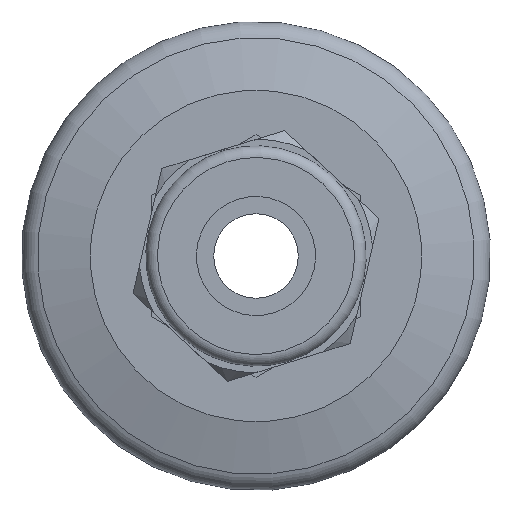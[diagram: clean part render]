
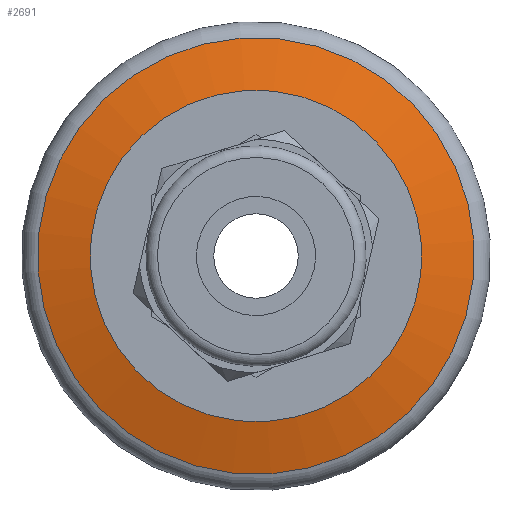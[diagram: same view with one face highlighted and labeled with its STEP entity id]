
A CAD part, left-side view. The second image highlights one B-rep face of the part: STEP entity #2691.
In plain terms, the highlighted conical face has half-angle 75 degrees and reference radius 14.141 mm.
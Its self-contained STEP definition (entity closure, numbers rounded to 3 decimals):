
#103 = CARTESIAN_POINT ( 'NONE',  ( -6.57, 12.918, 13.407 ) ) ;
#210 = AXIS2_PLACEMENT_3D ( 'NONE', #5049, #5695, #8547 ) ;
#755 = EDGE_LOOP ( 'NONE', ( #990 ) ) ;
#990 = ORIENTED_EDGE ( 'NONE', *, *, #4650, .F. ) ;
#1138 = CIRCLE ( 'NONE', #8964, 14.141 ) ;
#1595 = CONICAL_SURFACE ( 'NONE', #210, 14.141, 1.309 ) ;
#1928 = EDGE_LOOP ( 'NONE', ( #4588 ) ) ;
#2691 = ADVANCED_FACE ( 'NONE', ( #3061, #6300 ), #1595, .T. ) ;
#3061 = FACE_OUTER_BOUND ( 'NONE', #1928, .T. ) ;
#3187 = VERTEX_POINT ( 'NONE', #3605 ) ;
#3605 = CARTESIAN_POINT ( 'NONE',  ( -7.77, 9.811, 10.183 ) ) ;
#3939 = AXIS2_PLACEMENT_3D ( 'NONE', #7638, #7002, #9135 ) ;
#4350 = DIRECTION ( 'NONE',  ( 0., 0.694, 0.72 ) ) ;
#4588 = ORIENTED_EDGE ( 'NONE', *, *, #6726, .T. ) ;
#4650 = EDGE_CURVE ( 'NONE', #3187, #3187, #1138, .T. ) ;
#5049 = CARTESIAN_POINT ( 'NONE',  ( -7.77, 0., 0. ) ) ;
#5695 = DIRECTION ( 'NONE',  ( 1., 0., 0. ) ) ;
#5724 = DIRECTION ( 'NONE',  ( -1., 0., 0. ) ) ;
#6300 = FACE_BOUND ( 'NONE', #755, .T. ) ;
#6446 = CARTESIAN_POINT ( 'NONE',  ( -7.77, 0., 0. ) ) ;
#6726 = EDGE_CURVE ( 'NONE', #6860, #6860, #6734, .T. ) ;
#6734 = CIRCLE ( 'NONE', #3939, 18.618 ) ;
#6860 = VERTEX_POINT ( 'NONE', #103 ) ;
#7002 = DIRECTION ( 'NONE',  ( -1., 0., 0. ) ) ;
#7638 = CARTESIAN_POINT ( 'NONE',  ( -6.57, 0., 0. ) ) ;
#8547 = DIRECTION ( 'NONE',  ( 0., -0.694, -0.72 ) ) ;
#8964 = AXIS2_PLACEMENT_3D ( 'NONE', #6446, #5724, #4350 ) ;
#9135 = DIRECTION ( 'NONE',  ( 0., 0.694, 0.72 ) ) ;
